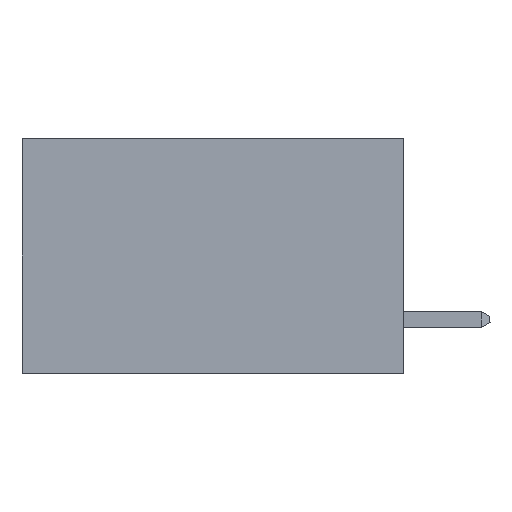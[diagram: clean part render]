
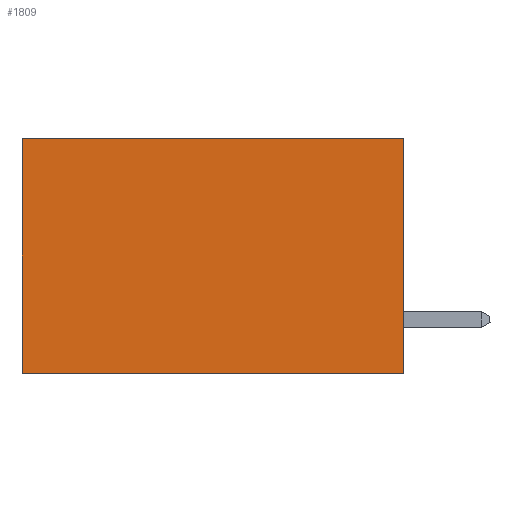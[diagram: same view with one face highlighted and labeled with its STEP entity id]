
A CAD part, left-side view. The second image highlights one B-rep face of the part: STEP entity #1809.
In plain terms, the highlighted planar face has unit normal (-1, 0, 0).
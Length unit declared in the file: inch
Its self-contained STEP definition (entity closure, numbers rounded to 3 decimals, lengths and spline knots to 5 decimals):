
#431 = CARTESIAN_POINT ( 'NONE',  ( 0.2875, 0., 0. ) ) ;
#600 = CARTESIAN_POINT ( 'NONE',  ( 0.2875, 0., 0. ) ) ;
#665 = PLANE ( 'NONE',  #10973 ) ;
#753 = EDGE_CURVE ( 'NONE', #5411, #9116, #8339, .T. ) ;
#1809 = ADVANCED_FACE ( 'NONE', ( #18043 ), #665, .F. ) ;
#2247 = EDGE_LOOP ( 'NONE', ( #13641, #8196, #17856, #4700 ) ) ;
#2370 = DIRECTION ( 'NONE',  ( 0., 0., -1. ) ) ;
#3923 = VECTOR ( 'NONE', #8439, 39.37008 ) ;
#4700 = ORIENTED_EDGE ( 'NONE', *, *, #753, .T. ) ;
#5411 = VERTEX_POINT ( 'NONE', #431 ) ;
#5412 = LINE ( 'NONE', #15103, #11845 ) ;
#5588 = EDGE_CURVE ( 'NONE', #9116, #7618, #14820, .T. ) ;
#6275 = DIRECTION ( 'NONE',  ( 1., 0., 0. ) ) ;
#6557 = CARTESIAN_POINT ( 'NONE',  ( 0.2875, 0., 0. ) ) ;
#7618 = VERTEX_POINT ( 'NONE', #8191 ) ;
#8191 = CARTESIAN_POINT ( 'NONE',  ( 0.2875, 0.6, -0.37 ) ) ;
#8196 = ORIENTED_EDGE ( 'NONE', *, *, #13852, .F. ) ;
#8339 = LINE ( 'NONE', #11744, #16628 ) ;
#8439 = DIRECTION ( 'NONE',  ( 0., 0., -1. ) ) ;
#8906 = LINE ( 'NONE', #6557, #16488 ) ;
#9116 = VERTEX_POINT ( 'NONE', #17063 ) ;
#9402 = DIRECTION ( 'NONE',  ( 0., 1., 0. ) ) ;
#10302 = VERTEX_POINT ( 'NONE', #18066 ) ;
#10973 = AXIS2_PLACEMENT_3D ( 'NONE', #600, #6275, #11941 ) ;
#11744 = CARTESIAN_POINT ( 'NONE',  ( 0.2875, 0., 0. ) ) ;
#11845 = VECTOR ( 'NONE', #9402, 39.37008 ) ;
#11941 = DIRECTION ( 'NONE',  ( 0., 0., -1. ) ) ;
#13641 = ORIENTED_EDGE ( 'NONE', *, *, #5588, .T. ) ;
#13852 = EDGE_CURVE ( 'NONE', #10302, #7618, #5412, .T. ) ;
#13874 = EDGE_CURVE ( 'NONE', #5411, #10302, #8906, .T. ) ;
#14820 = LINE ( 'NONE', #17016, #3923 ) ;
#15103 = CARTESIAN_POINT ( 'NONE',  ( 0.2875, 0., -0.37 ) ) ;
#15801 = DIRECTION ( 'NONE',  ( 0., 1., 0. ) ) ;
#16488 = VECTOR ( 'NONE', #2370, 39.37008 ) ;
#16628 = VECTOR ( 'NONE', #15801, 39.37008 ) ;
#17016 = CARTESIAN_POINT ( 'NONE',  ( 0.2875, 0.6, 0. ) ) ;
#17063 = CARTESIAN_POINT ( 'NONE',  ( 0.2875, 0.6, 0. ) ) ;
#17856 = ORIENTED_EDGE ( 'NONE', *, *, #13874, .F. ) ;
#18043 = FACE_OUTER_BOUND ( 'NONE', #2247, .T. ) ;
#18066 = CARTESIAN_POINT ( 'NONE',  ( 0.2875, 0., -0.37 ) ) ;
